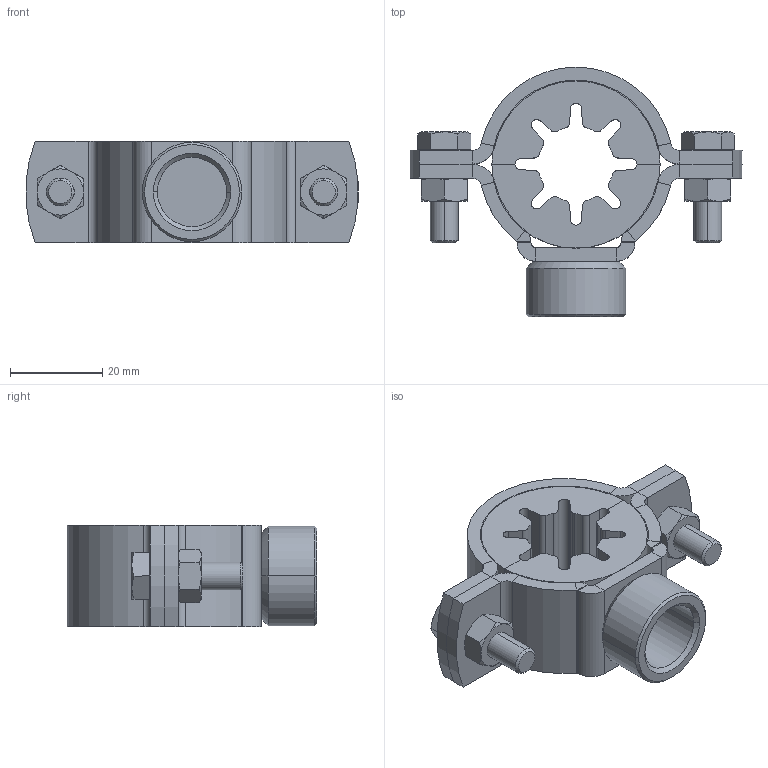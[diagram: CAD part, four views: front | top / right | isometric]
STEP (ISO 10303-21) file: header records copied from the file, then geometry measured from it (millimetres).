
FILE_DESCRIPTION (( 'STEP AP214' ), '1' );
FILE_NAME ('51.820K.STEP', '2024-03-25T13:37:05', ( '' ), ( '' ), 'SwSTEP 2.0', 'SolidWorks 2023', '' );
FILE_SCHEMA (( 'AUTOMOTIVE_DESIGN' ));
Length unit declared in the file: millimetre
Products named in the file (1): 51.820K
Bounding box: 71.83 x 54 x 22 mm (x, y, z)
Surface area: 16101.2 mm2 (no closed solid volume)
Topology: 0 solids, 13 shells, 212 faces, 532 edges, 324 vertices
Faces by surface type: plane 97, cylinder 75, cone 40
Entity records: 6414 total; most frequent: CARTESIAN_POINT 1377, DIRECTION 1106, ORIENTED_EDGE 968, EDGE_CURVE 532, AXIS2_PLACEMENT_3D 421, VERTEX_POINT 324, VECTOR 264, LINE 264
